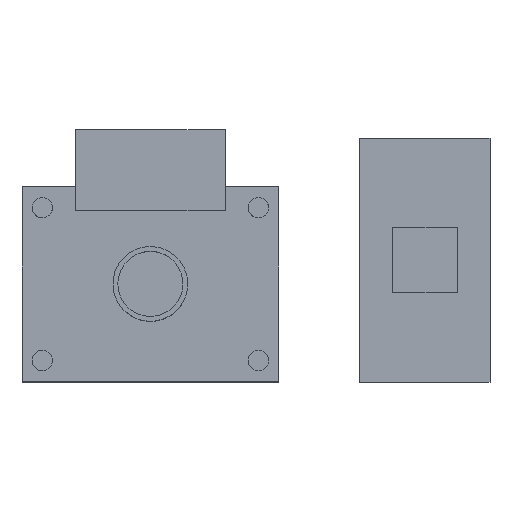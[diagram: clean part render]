
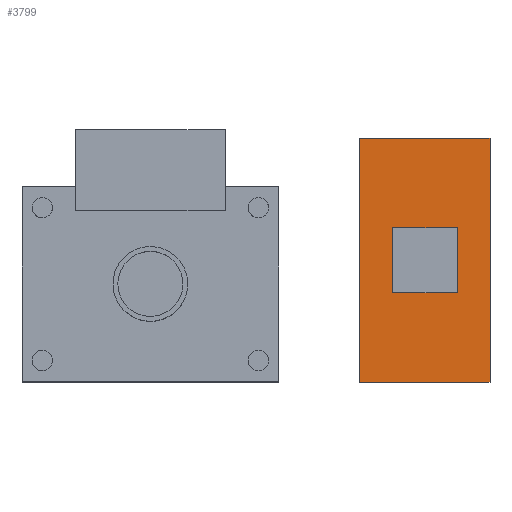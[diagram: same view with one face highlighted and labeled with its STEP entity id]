
A CAD part, top view. The second image highlights one B-rep face of the part: STEP entity #3799.
In plain terms, the highlighted free-form (B-spline) face has degree [1, 1] with [2, 2] control points.
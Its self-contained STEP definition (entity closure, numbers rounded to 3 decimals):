
#3799 = ADVANCED_FACE('',(#3800,#3830),#3860,.F.);
#3800 = FACE_BOUND('',#3801,.T.);
#3801 = EDGE_LOOP('',(#3802,#3811,#3818,#3825));
#3802 = ORIENTED_EDGE('',*,*,#3803,.T.);
#3803 = EDGE_CURVE('',#3804,#3806,#3808,.T.);
#3804 = VERTEX_POINT('',#3805);
#3805 = CARTESIAN_POINT('',(1801.168,-517.082,
    1034.164));
#3806 = VERTEX_POINT('',#3807);
#3807 = CARTESIAN_POINT('',(1801.168,775.623,
    1034.164));
#3808 = B_SPLINE_CURVE_WITH_KNOTS('',1,(#3809,#3810),.UNSPECIFIED.,.F.,
  .F.,(2,2),(0.,1500.),.PIECEWISE_BEZIER_KNOTS.);
#3809 = CARTESIAN_POINT('',(1801.168,-517.082,
    1034.164));
#3810 = CARTESIAN_POINT('',(1801.168,775.623,
    1034.164));
#3811 = ORIENTED_EDGE('',*,*,#3812,.T.);
#3812 = EDGE_CURVE('',#3806,#3813,#3815,.T.);
#3813 = VERTEX_POINT('',#3814);
#3814 = CARTESIAN_POINT('',(1111.726,775.623,
    1034.164));
#3815 = B_SPLINE_CURVE_WITH_KNOTS('',1,(#3816,#3817),.UNSPECIFIED.,.F.,
  .F.,(2,2),(-800.,-0.),.PIECEWISE_BEZIER_KNOTS.);
#3816 = CARTESIAN_POINT('',(1801.168,775.623,
    1034.164));
#3817 = CARTESIAN_POINT('',(1111.726,775.623,
    1034.164));
#3818 = ORIENTED_EDGE('',*,*,#3819,.T.);
#3819 = EDGE_CURVE('',#3813,#3820,#3822,.T.);
#3820 = VERTEX_POINT('',#3821);
#3821 = CARTESIAN_POINT('',(1111.726,-517.082,
    1034.164));
#3822 = B_SPLINE_CURVE_WITH_KNOTS('',1,(#3823,#3824),.UNSPECIFIED.,.F.,
  .F.,(2,2),(-1500.,-0.),.PIECEWISE_BEZIER_KNOTS.);
#3823 = CARTESIAN_POINT('',(1111.726,775.623,
    1034.164));
#3824 = CARTESIAN_POINT('',(1111.726,-517.082,
    1034.164));
#3825 = ORIENTED_EDGE('',*,*,#3826,.T.);
#3826 = EDGE_CURVE('',#3820,#3804,#3827,.T.);
#3827 = B_SPLINE_CURVE_WITH_KNOTS('',1,(#3828,#3829),.UNSPECIFIED.,.F.,
  .F.,(2,2),(0.,800.),.PIECEWISE_BEZIER_KNOTS.);
#3828 = CARTESIAN_POINT('',(1111.726,-517.082,
    1034.164));
#3829 = CARTESIAN_POINT('',(1801.168,-517.082,
    1034.164));
#3830 = FACE_BOUND('',#3831,.T.);
#3831 = EDGE_LOOP('',(#3832,#3841,#3848,#3855));
#3832 = ORIENTED_EDGE('',*,*,#3833,.F.);
#3833 = EDGE_CURVE('',#3834,#3836,#3838,.T.);
#3834 = VERTEX_POINT('',#3835);
#3835 = CARTESIAN_POINT('',(1628.808,-43.09,
    1034.164));
#3836 = VERTEX_POINT('',#3837);
#3837 = CARTESIAN_POINT('',(1628.808,301.631,
    1034.164));
#3838 = B_SPLINE_CURVE_WITH_KNOTS('',1,(#3839,#3840),.UNSPECIFIED.,.F.,
  .F.,(2,2),(0.,400.),.PIECEWISE_BEZIER_KNOTS.);
#3839 = CARTESIAN_POINT('',(1628.808,-43.09,
    1034.164));
#3840 = CARTESIAN_POINT('',(1628.808,301.631,
    1034.164));
#3841 = ORIENTED_EDGE('',*,*,#3842,.F.);
#3842 = EDGE_CURVE('',#3843,#3834,#3845,.T.);
#3843 = VERTEX_POINT('',#3844);
#3844 = CARTESIAN_POINT('',(1284.086,-43.09,
    1034.164));
#3845 = B_SPLINE_CURVE_WITH_KNOTS('',1,(#3846,#3847),.UNSPECIFIED.,.F.,
  .F.,(2,2),(0.,400.),.PIECEWISE_BEZIER_KNOTS.);
#3846 = CARTESIAN_POINT('',(1284.086,-43.09,
    1034.164));
#3847 = CARTESIAN_POINT('',(1628.808,-43.09,
    1034.164));
#3848 = ORIENTED_EDGE('',*,*,#3849,.F.);
#3849 = EDGE_CURVE('',#3850,#3843,#3852,.T.);
#3850 = VERTEX_POINT('',#3851);
#3851 = CARTESIAN_POINT('',(1284.086,301.631,
    1034.164));
#3852 = B_SPLINE_CURVE_WITH_KNOTS('',1,(#3853,#3854),.UNSPECIFIED.,.F.,
  .F.,(2,2),(-400.,-0.),.PIECEWISE_BEZIER_KNOTS.);
#3853 = CARTESIAN_POINT('',(1284.086,301.631,
    1034.164));
#3854 = CARTESIAN_POINT('',(1284.086,-43.09,
    1034.164));
#3855 = ORIENTED_EDGE('',*,*,#3856,.F.);
#3856 = EDGE_CURVE('',#3836,#3850,#3857,.T.);
#3857 = B_SPLINE_CURVE_WITH_KNOTS('',1,(#3858,#3859),.UNSPECIFIED.,.F.,
  .F.,(2,2),(-400.,-0.),.PIECEWISE_BEZIER_KNOTS.);
#3858 = CARTESIAN_POINT('',(1628.808,301.631,
    1034.164));
#3859 = CARTESIAN_POINT('',(1284.086,301.631,
    1034.164));
#3860 = B_SPLINE_SURFACE_WITH_KNOTS('',1,1,(
    (#3861,#3862)
    ,(#3863,#3864
    )),.UNSPECIFIED.,.F.,.F.,.F.,(2,2),(2,2),(-400.,400.),(-750.,750.),
  .PIECEWISE_BEZIER_KNOTS.);
#3861 = CARTESIAN_POINT('',(1801.168,-517.082,
    1034.164));
#3862 = CARTESIAN_POINT('',(1801.168,775.623,
    1034.164));
#3863 = CARTESIAN_POINT('',(1111.726,-517.082,
    1034.164));
#3864 = CARTESIAN_POINT('',(1111.726,775.623,
    1034.164));
